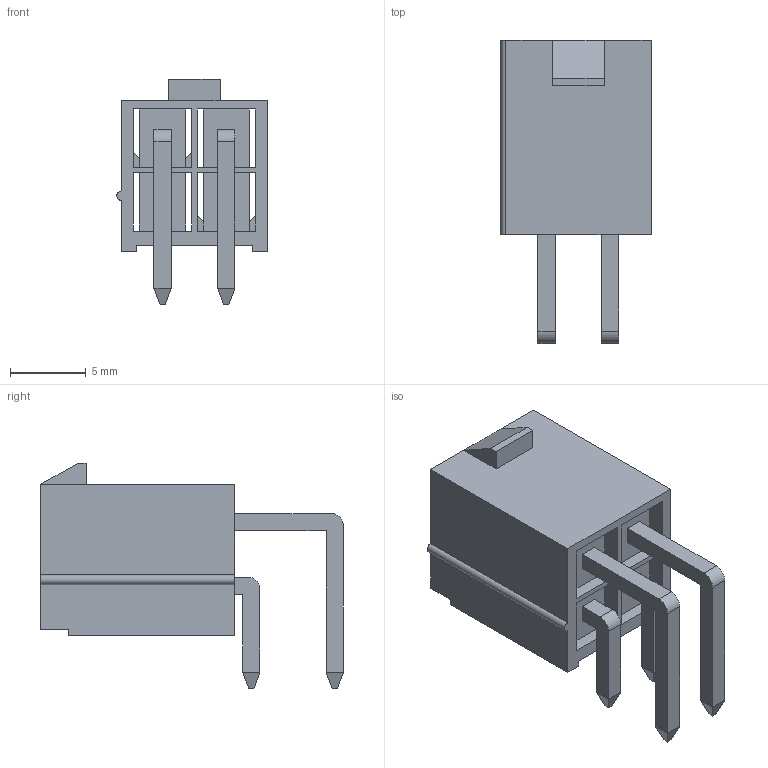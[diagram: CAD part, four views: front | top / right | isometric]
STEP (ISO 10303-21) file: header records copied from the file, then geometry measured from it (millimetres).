
FILE_DESCRIPTION(/* description */ ('Unknown'),/* implementation_level */ '2;1');
FILE_NAME(/* name */ 'J_Wurth_WR-MPC4_64900429522',/* time_stamp */ '2025-06-16T16:09:39+08:00',/* author */ ('Unknown'),/* organization */ ('Unknown'),/* preprocessor_version */ 'ST-DEVELOPER v19.4',/* originating_system */ 'Solid Edge',/* authorisation */ 'Unknown');
FILE_SCHEMA (('AUTOMOTIVE_DESIGN {1 0 10303 214 3 1 1}'));
Length unit declared in the file: millimetre
Products named in the file (2): J_Wurth_WR-MPC4_64900429522
Assembly tree (1 placements, depth 2):
  J_Wurth_WR-MPC4_64900429522
    J_Wurth_WR-MPC4_64900429522
Bounding box: 9.92 x 19.97 x 14.9 mm (x, y, z)
Volume: 688.5 mm3; surface area: 1804.4 mm2
Topology: 1 solids, 1 shells, 145 faces, 373 edges, 236 vertices
Faces by surface type: plane 140, cylinder 5
Entity records: 5363 total; most frequent: CARTESIAN_POINT 756, ORIENTED_EDGE 746, DIRECTION 677, EDGE_CURVE 373, LINE 363, VECTOR 363, VERTEX_POINT 236, EDGE_LOOP 167
